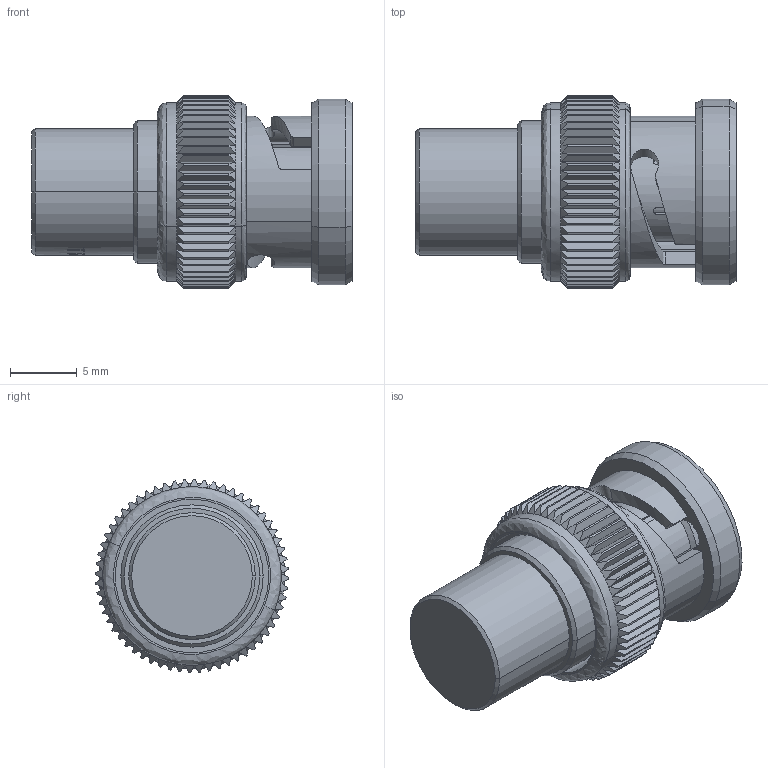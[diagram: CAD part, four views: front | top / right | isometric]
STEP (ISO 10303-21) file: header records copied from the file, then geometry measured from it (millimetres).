
FILE_DESCRIPTION (( 'STEP AP203' ), '1' );
FILE_NAME ('LCTR040_3D.STEP', '2022-06-28T19:50:44', ( '' ), ( '' ), 'SwSTEP 2.0', 'SolidWorks 2021', '' );
FILE_SCHEMA (( 'CONFIG_CONTROL_DESIGN' ));
Length unit declared in the file: inch
Products named in the file (1): LCTR040_3D
Bounding box: 24 x 14.48 x 14.48 mm (x, y, z)
Volume: 2138.3 mm3; surface area: 2430 mm2
Topology: 2 solids, 2 shells, 510 faces, 1189 edges, 702 vertices
Faces by surface type: plane 193, cone 151, cylinder 129, bspline 37
Entity records: 17433 total; most frequent: CARTESIAN_POINT 6344, ORIENTED_EDGE 2378, DIRECTION 2178, EDGE_CURVE 1189, AXIS2_PLACEMENT_3D 885, VERTEX_POINT 702, EDGE_LOOP 535, ADVANCED_FACE 510
